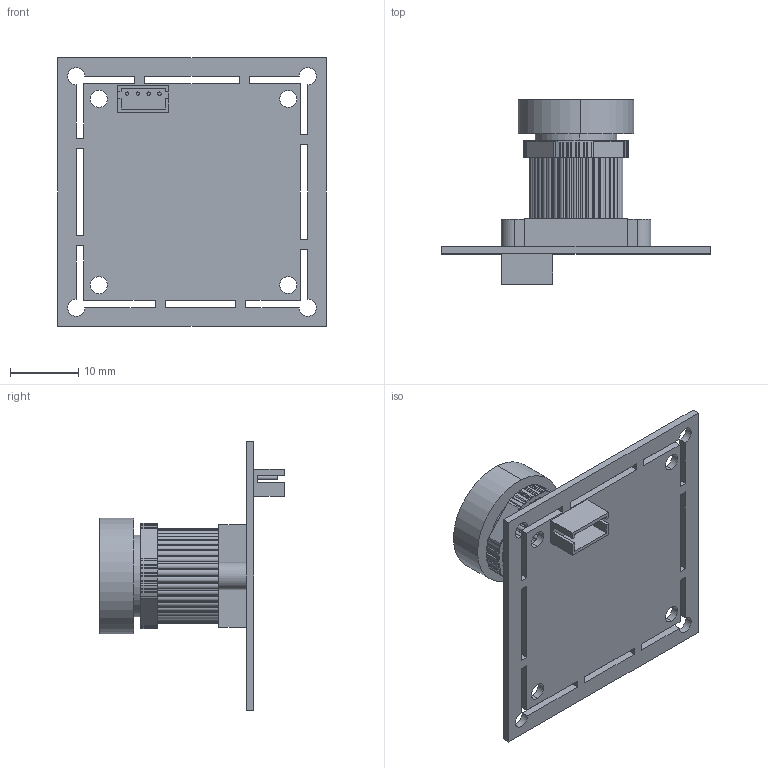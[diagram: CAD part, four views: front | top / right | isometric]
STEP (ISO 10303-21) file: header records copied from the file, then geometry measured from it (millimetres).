
FILE_DESCRIPTION (( 'STEP AP214' ), '1' );
FILE_NAME ('B0200.STEP', '2020-06-18T07:15:07', ( 'arducam007' ), ( '' ), 'SwSTEP 2.0', 'SolidWorks 2018', '' );
FILE_SCHEMA (( 'AUTOMOTIVE_DESIGN' ));
Length unit declared in the file: millimetre
Products named in the file (5): 錨璃4; 錨璃3; 錨璃2; B0200; m12坶踡遠
Assembly tree (4 placements, depth 2):
  B0200
    錨璃2
    錨璃3
    m12坶踡遠
    錨璃4
Bounding box: 39.42 x 27.1 x 39.42 mm (x, y, z)
Volume: 4431.5 mm3; surface area: 8481.6 mm2
Topology: 11 solids, 11 shells, 749 faces, 1965 edges, 1241 vertices
Faces by surface type: cylinder 357, plane 223, cone 160, bspline 9
Entity records: 33025 total; most frequent: CARTESIAN_POINT 14915, ORIENTED_EDGE 3930, DIRECTION 3657, EDGE_CURVE 1965, AXIS2_PLACEMENT_3D 1362, VERTEX_POINT 1241, LINE 933, VECTOR 933
